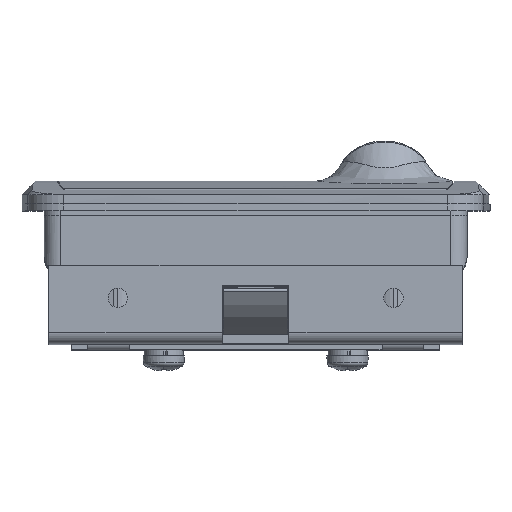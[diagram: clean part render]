
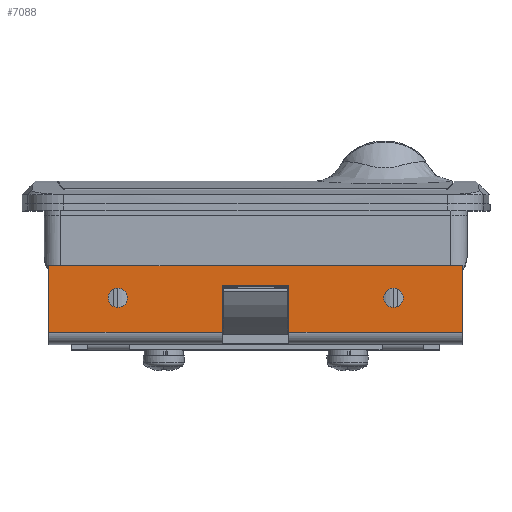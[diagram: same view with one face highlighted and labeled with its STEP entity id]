
A CAD part, top view. The second image highlights one B-rep face of the part: STEP entity #7088.
In plain terms, the highlighted face is planar.
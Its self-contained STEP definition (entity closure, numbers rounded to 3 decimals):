
#56 = CARTESIAN_POINT ( 'NONE',  ( 45., -7.5, 0. ) ) ;
#226 = DIRECTION ( 'NONE',  ( -1., 0., 0. ) ) ;
#370 = EDGE_CURVE ( 'NONE', #12382, #15297, #3283, .T. ) ;
#408 = EDGE_CURVE ( 'NONE', #14110, #18843, #7190, .T. ) ;
#496 = ORIENTED_EDGE ( 'NONE', *, *, #3224, .F. ) ;
#682 = PLANE ( 'NONE',  #7575 ) ;
#696 = CARTESIAN_POINT ( 'NONE',  ( -45., 7., 0. ) ) ;
#814 = VECTOR ( 'NONE', #24061, 1000. ) ;
#963 = LINE ( 'NONE', #15421, #10287 ) ;
#968 = DIRECTION ( 'NONE',  ( 1., 0., 0. ) ) ;
#1611 = CARTESIAN_POINT ( 'NONE',  ( 45., -7.5, 0. ) ) ;
#1843 = VECTOR ( 'NONE', #3234, 1000. ) ;
#2431 = CARTESIAN_POINT ( 'NONE',  ( 45., 7., 0. ) ) ;
#2449 = ORIENTED_EDGE ( 'NONE', *, *, #7497, .T. ) ;
#2552 = CIRCLE ( 'NONE', #21379, 2.1 ) ;
#2585 = DIRECTION ( 'NONE',  ( 0., 0., 1. ) ) ;
#3224 = EDGE_CURVE ( 'NONE', #17042, #14110, #963, .T. ) ;
#3234 = DIRECTION ( 'NONE',  ( 0., 1., 0. ) ) ;
#3283 = LINE ( 'NONE', #696, #814 ) ;
#4023 = VECTOR ( 'NONE', #17355, 1000. ) ;
#5448 = ORIENTED_EDGE ( 'NONE', *, *, #12405, .T. ) ;
#5611 = EDGE_CURVE ( 'NONE', #15497, #10070, #19210, .T. ) ;
#5639 = CARTESIAN_POINT ( 'NONE',  ( -30., 0., 0. ) ) ;
#6305 = VECTOR ( 'NONE', #19356, 1000. ) ;
#6337 = FACE_BOUND ( 'NONE', #23485, .T. ) ;
#6417 = CARTESIAN_POINT ( 'NONE',  ( 7.25, -7.5, 0. ) ) ;
#6475 = LINE ( 'NONE', #9787, #7985 ) ;
#7088 = ADVANCED_FACE ( 'NONE', ( #6337, #11148, #11423 ), #682, .F. ) ;
#7190 = LINE ( 'NONE', #24173, #21861 ) ;
#7396 = AXIS2_PLACEMENT_3D ( 'NONE', #5639, #20982, #22760 ) ;
#7491 = CARTESIAN_POINT ( 'NONE',  ( -30., 0., 0. ) ) ;
#7497 = EDGE_CURVE ( 'NONE', #17966, #16781, #8692, .T. ) ;
#7575 = AXIS2_PLACEMENT_3D ( 'NONE', #2431, #2585, #10272 ) ;
#7716 = LINE ( 'NONE', #18709, #20304 ) ;
#7982 = VERTEX_POINT ( 'NONE', #13057 ) ;
#7985 = VECTOR ( 'NONE', #226, 1000. ) ;
#8219 = DIRECTION ( 'NONE',  ( 0., 0., 1. ) ) ;
#8286 = ORIENTED_EDGE ( 'NONE', *, *, #13032, .T. ) ;
#8296 = DIRECTION ( 'NONE',  ( 1., 0., 0. ) ) ;
#8386 = CARTESIAN_POINT ( 'NONE',  ( 30., 0., 0. ) ) ;
#8566 = ORIENTED_EDGE ( 'NONE', *, *, #19607, .F. ) ;
#8692 = CIRCLE ( 'NONE', #16015, 2.1 ) ;
#8902 = CARTESIAN_POINT ( 'NONE',  ( 45., 7., 0. ) ) ;
#9393 = DIRECTION ( 'NONE',  ( 1., 0., 0. ) ) ;
#9612 = EDGE_CURVE ( 'NONE', #16690, #7982, #18262, .T. ) ;
#9632 = ORIENTED_EDGE ( 'NONE', *, *, #20165, .T. ) ;
#9787 = CARTESIAN_POINT ( 'NONE',  ( 45., -7.5, 0. ) ) ;
#9941 = EDGE_CURVE ( 'NONE', #18843, #15627, #22336, .T. ) ;
#10070 = VERTEX_POINT ( 'NONE', #12989 ) ;
#10272 = DIRECTION ( 'NONE',  ( 0., -1., 0. ) ) ;
#10287 = VECTOR ( 'NONE', #24721, 1000. ) ;
#11148 = FACE_BOUND ( 'NONE', #19311, .T. ) ;
#11202 = CARTESIAN_POINT ( 'NONE',  ( 30., 0., 0. ) ) ;
#11409 = CIRCLE ( 'NONE', #7396, 2.1 ) ;
#11423 = FACE_OUTER_BOUND ( 'NONE', #18782, .T. ) ;
#11976 = CARTESIAN_POINT ( 'NONE',  ( 32.1, 0., 0. ) ) ;
#12135 = AXIS2_PLACEMENT_3D ( 'NONE', #7491, #15408, #9393 ) ;
#12171 = ORIENTED_EDGE ( 'NONE', *, *, #9941, .F. ) ;
#12382 = VERTEX_POINT ( 'NONE', #16898 ) ;
#12405 = EDGE_CURVE ( 'NONE', #10070, #15497, #11409, .T. ) ;
#12989 = CARTESIAN_POINT ( 'NONE',  ( -27.9, 0., 0. ) ) ;
#13032 = EDGE_CURVE ( 'NONE', #16781, #17966, #2552, .T. ) ;
#13057 = CARTESIAN_POINT ( 'NONE',  ( 45., 7., 0. ) ) ;
#13213 = ORIENTED_EDGE ( 'NONE', *, *, #17328, .T. ) ;
#14110 = VERTEX_POINT ( 'NONE', #23338 ) ;
#14952 = ORIENTED_EDGE ( 'NONE', *, *, #370, .T. ) ;
#15297 = VERTEX_POINT ( 'NONE', #24781 ) ;
#15408 = DIRECTION ( 'NONE',  ( 0., 0., 1. ) ) ;
#15421 = CARTESIAN_POINT ( 'NONE',  ( -7.25, 2.7, 0. ) ) ;
#15440 = CARTESIAN_POINT ( 'NONE',  ( 7.25, 2.7, 0. ) ) ;
#15497 = VERTEX_POINT ( 'NONE', #17404 ) ;
#15627 = VERTEX_POINT ( 'NONE', #6417 ) ;
#16015 = AXIS2_PLACEMENT_3D ( 'NONE', #8386, #8219, #8296 ) ;
#16256 = CARTESIAN_POINT ( 'NONE',  ( 27.9, 0., 0. ) ) ;
#16690 = VERTEX_POINT ( 'NONE', #1611 ) ;
#16781 = VERTEX_POINT ( 'NONE', #11976 ) ;
#16898 = CARTESIAN_POINT ( 'NONE',  ( -45., -7.5, 0. ) ) ;
#17042 = VERTEX_POINT ( 'NONE', #20543 ) ;
#17047 = DIRECTION ( 'NONE',  ( 0., 0., 1. ) ) ;
#17328 = EDGE_CURVE ( 'NONE', #16690, #15627, #22206, .T. ) ;
#17355 = DIRECTION ( 'NONE',  ( 0., -1., 0. ) ) ;
#17404 = CARTESIAN_POINT ( 'NONE',  ( -32.1, 0., 0. ) ) ;
#17623 = DIRECTION ( 'NONE',  ( 1., 0., 0. ) ) ;
#17966 = VERTEX_POINT ( 'NONE', #16256 ) ;
#18262 = LINE ( 'NONE', #8902, #1843 ) ;
#18709 = CARTESIAN_POINT ( 'NONE',  ( 45., 7., 0. ) ) ;
#18782 = EDGE_LOOP ( 'NONE', ( #20621, #13213, #12171, #21055, #496, #9632, #14952, #8566 ) ) ;
#18843 = VERTEX_POINT ( 'NONE', #23334 ) ;
#19210 = CIRCLE ( 'NONE', #12135, 2.1 ) ;
#19311 = EDGE_LOOP ( 'NONE', ( #5448, #21639 ) ) ;
#19356 = DIRECTION ( 'NONE',  ( -1., 0., 0. ) ) ;
#19607 = EDGE_CURVE ( 'NONE', #7982, #15297, #7716, .T. ) ;
#20165 = EDGE_CURVE ( 'NONE', #17042, #12382, #6475, .T. ) ;
#20304 = VECTOR ( 'NONE', #22706, 1000. ) ;
#20543 = CARTESIAN_POINT ( 'NONE',  ( -7.25, -7.5, 0. ) ) ;
#20621 = ORIENTED_EDGE ( 'NONE', *, *, #9612, .F. ) ;
#20982 = DIRECTION ( 'NONE',  ( 0., 0., 1. ) ) ;
#21055 = ORIENTED_EDGE ( 'NONE', *, *, #408, .F. ) ;
#21379 = AXIS2_PLACEMENT_3D ( 'NONE', #11202, #17047, #17623 ) ;
#21639 = ORIENTED_EDGE ( 'NONE', *, *, #5611, .T. ) ;
#21861 = VECTOR ( 'NONE', #968, 1000. ) ;
#22206 = LINE ( 'NONE', #56, #6305 ) ;
#22336 = LINE ( 'NONE', #15440, #4023 ) ;
#22706 = DIRECTION ( 'NONE',  ( -1., 0., 0. ) ) ;
#22760 = DIRECTION ( 'NONE',  ( 1., 0., 0. ) ) ;
#23334 = CARTESIAN_POINT ( 'NONE',  ( 7.25, 2.7, 0. ) ) ;
#23338 = CARTESIAN_POINT ( 'NONE',  ( -7.25, 2.7, 0. ) ) ;
#23485 = EDGE_LOOP ( 'NONE', ( #8286, #2449 ) ) ;
#24061 = DIRECTION ( 'NONE',  ( 0., 1., 0. ) ) ;
#24173 = CARTESIAN_POINT ( 'NONE',  ( 7.25, 2.7, 0. ) ) ;
#24721 = DIRECTION ( 'NONE',  ( 0., 1., 0. ) ) ;
#24781 = CARTESIAN_POINT ( 'NONE',  ( -45., 7., 0. ) ) ;
